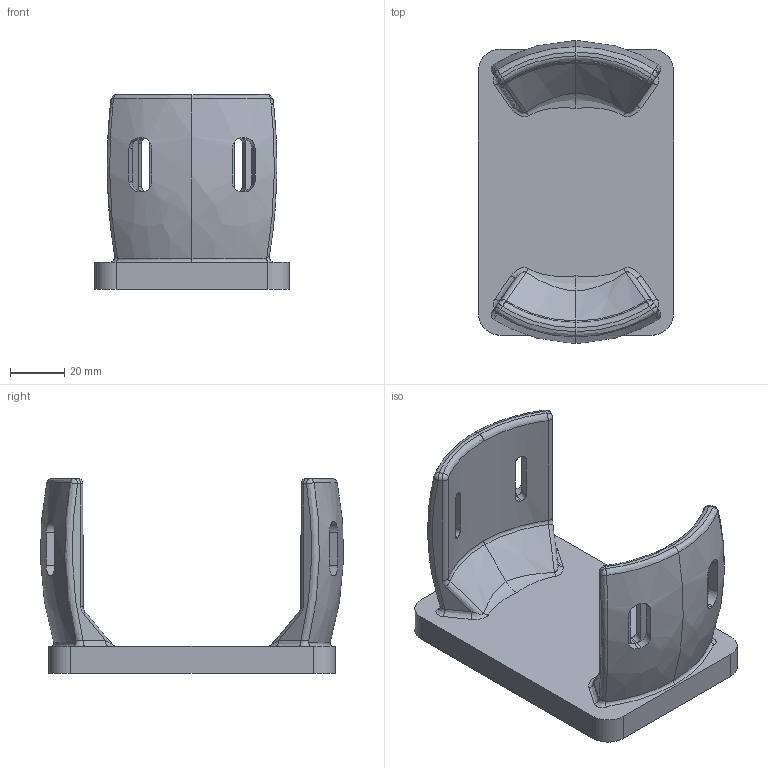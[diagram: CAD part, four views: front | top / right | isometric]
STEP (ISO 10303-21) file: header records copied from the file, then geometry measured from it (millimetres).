
FILE_DESCRIPTION(('FreeCAD Model'),'2;1');
FILE_NAME('Platform.step','2015-09-21T18:20:35',('Author'),(''), 'Open CASCADE STEP processor 6.8','FreeCAD','Unknown');
FILE_SCHEMA(('AUTOMOTIVE_DESIGN_CC2 { 1 2 10303 214 -1 1 5 4 }'));
Length unit declared in the file: millimetre
Products named in the file (2): ASSEMBLY; Platform
Assembly tree (1 placements, depth 2):
  ASSEMBLY
    Platform
Bounding box: 72 x 111.89 x 71.96 mm (x, y, z)
Volume: 131548.9 mm3; surface area: 35381.1 mm2
Topology: 1 solids, 1 shells, 152 faces, 412 edges, 256 vertices
Faces by surface type: bspline 68, cylinder 38, plane 38, cone 4, sphere 4
Entity records: 44445 total; most frequent: CARTESIAN_POINT 37728, DIRECTION 862, ORIENTED_EDGE 808, PCURVE 808, DEFINITIONAL_REPRESENTATION 808, LINE 528, VECTOR 528, B_SPLINE_CURVE_WITH_KNOTS 426
